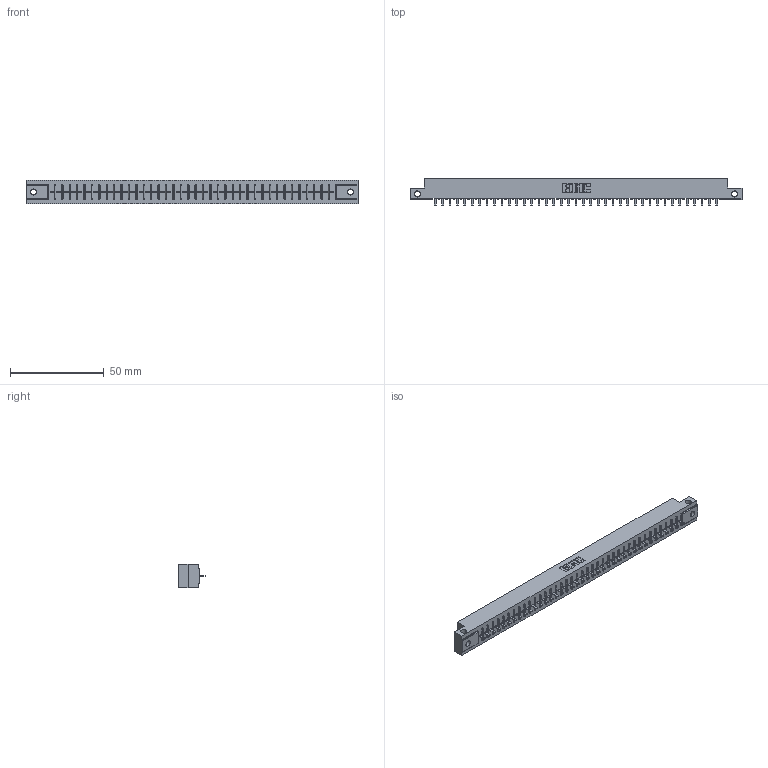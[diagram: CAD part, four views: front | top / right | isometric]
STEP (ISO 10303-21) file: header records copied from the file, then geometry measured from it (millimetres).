
FILE_DESCRIPTION (( 'STEP AP203' ), '1' );
FILE_NAME ('356-039-421-112.STEP', '2020-09-24T00:17:51', ( '' ), ( '' ), 'SwSTEP 2.0', 'SolidWorks 2020', '' );
FILE_SCHEMA (( 'CONFIG_CONTROL_DESIGN' ));
Length unit declared in the file: inch
Products named in the file (3): 306 Part_.128 Dia; 306-290-001_121; 356-039-421-112
Assembly tree (40 placements, depth 2):
  356-039-421-112
    306 Part_.128 Dia
    306-290-001_121  x39
Bounding box: 177.55 x 14.88 x 12.7 mm (x, y, z)
Volume: 19354.8 mm3; surface area: 19586.8 mm2
Topology: 40 solids, 40 shells, 2858 faces, 8035 edges, 5142 vertices
Faces by surface type: plane 1901, cylinder 801, sphere 156
Entity records: 37120 total; most frequent: CARTESIAN_POINT 6280, ORIENTED_EDGE 6182, DIRECTION 6131, EDGE_CURVE 3091, LINE 2401, VECTOR 2401, VERTEX_POINT 1950, AXIS2_PLACEMENT_3D 1865
